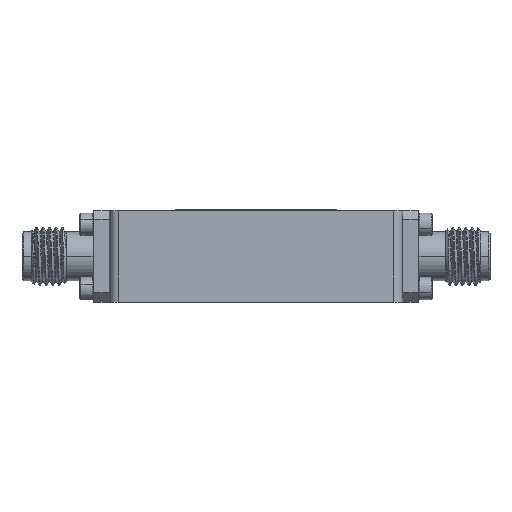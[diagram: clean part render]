
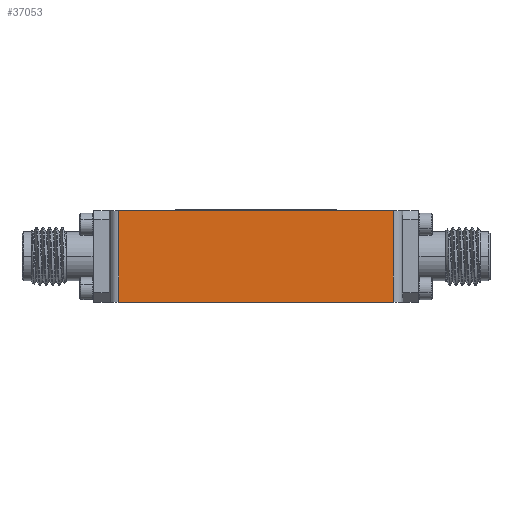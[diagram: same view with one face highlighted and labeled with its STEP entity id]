
A CAD part, left-side view. The second image highlights one B-rep face of the part: STEP entity #37053.
In plain terms, the highlighted planar face has unit normal (-1, 0, 0).
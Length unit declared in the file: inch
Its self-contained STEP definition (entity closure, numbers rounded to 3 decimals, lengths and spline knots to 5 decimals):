
#419 = CARTESIAN_POINT ( 'NONE',  ( -0.76772, -0.62992, 0.19685 ) ) ;
#613 = CARTESIAN_POINT ( 'NONE',  ( -0.76772, 0.58992, 0.19685 ) ) ;
#3955 = ORIENTED_EDGE ( 'NONE', *, *, #31689, .T. ) ;
#4161 = PLANE ( 'NONE',  #6866 ) ;
#6866 = AXIS2_PLACEMENT_3D ( 'NONE', #419, #43254, #36218 ) ;
#8194 = CARTESIAN_POINT ( 'NONE',  ( -0.76772, -0.62992, -0.19685 ) ) ;
#9846 = CARTESIAN_POINT ( 'NONE',  ( -0.76772, 0.58992, 0.19685 ) ) ;
#13012 = CARTESIAN_POINT ( 'NONE',  ( -0.76772, 0.58992, -0.19685 ) ) ;
#13712 = DIRECTION ( 'NONE',  ( 0., -1., 0. ) ) ;
#14089 = VERTEX_POINT ( 'NONE', #23443 ) ;
#15215 = CARTESIAN_POINT ( 'NONE',  ( -0.76772, -0.58992, 0.19685 ) ) ;
#18123 = CARTESIAN_POINT ( 'NONE',  ( -0.76772, -0.62992, 0.19685 ) ) ;
#18408 = FACE_OUTER_BOUND ( 'NONE', #23424, .T. ) ;
#18419 = ORIENTED_EDGE ( 'NONE', *, *, #42504, .T. ) ;
#18610 = DIRECTION ( 'NONE',  ( 0., 0., 1. ) ) ;
#21667 = CARTESIAN_POINT ( 'NONE',  ( -0.76772, -0.58992, 0.19685 ) ) ;
#21887 = DIRECTION ( 'NONE',  ( 0., 0., -1. ) ) ;
#22508 = EDGE_CURVE ( 'NONE', #38472, #14089, #22902, .T. ) ;
#22902 = LINE ( 'NONE', #8194, #32105 ) ;
#23424 = EDGE_LOOP ( 'NONE', ( #27563, #3955, #36217, #18419 ) ) ;
#23443 = CARTESIAN_POINT ( 'NONE',  ( -0.76772, -0.58992, -0.19685 ) ) ;
#27563 = ORIENTED_EDGE ( 'NONE', *, *, #36513, .F. ) ;
#27683 = VECTOR ( 'NONE', #18610, 39.37008 ) ;
#28696 = LINE ( 'NONE', #21667, #27683 ) ;
#28798 = VERTEX_POINT ( 'NONE', #15215 ) ;
#31689 = EDGE_CURVE ( 'NONE', #32100, #38472, #36416, .T. ) ;
#32100 = VERTEX_POINT ( 'NONE', #9846 ) ;
#32105 = VECTOR ( 'NONE', #44486, 39.37008 ) ;
#36135 = VECTOR ( 'NONE', #21887, 39.37008 ) ;
#36217 = ORIENTED_EDGE ( 'NONE', *, *, #22508, .T. ) ;
#36218 = DIRECTION ( 'NONE',  ( 0., 1., 0. ) ) ;
#36416 = LINE ( 'NONE', #613, #36135 ) ;
#36513 = EDGE_CURVE ( 'NONE', #32100, #28798, #45807, .T. ) ;
#37053 = ADVANCED_FACE ( 'NONE', ( #18408 ), #4161, .F. ) ;
#37461 = VECTOR ( 'NONE', #13712, 39.37008 ) ;
#38472 = VERTEX_POINT ( 'NONE', #13012 ) ;
#42504 = EDGE_CURVE ( 'NONE', #14089, #28798, #28696, .T. ) ;
#43254 = DIRECTION ( 'NONE',  ( 1., 0., 0. ) ) ;
#44486 = DIRECTION ( 'NONE',  ( 0., -1., 0. ) ) ;
#45807 = LINE ( 'NONE', #18123, #37461 ) ;
